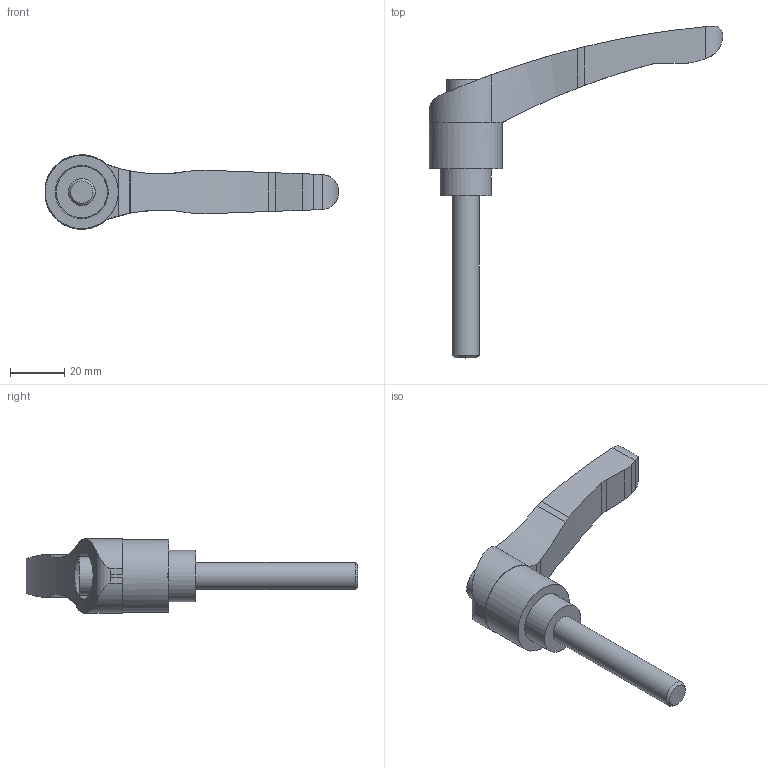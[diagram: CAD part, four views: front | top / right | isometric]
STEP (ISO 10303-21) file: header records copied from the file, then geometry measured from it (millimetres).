
FILE_DESCRIPTION( ( 'STEP AP214' ), '1' );
FILE_NAME( 'K0122.4102X60.stp', '2020-11-25T11:02:24', ( '' ), ( '' ), ' ', 'PARTsolutions', ' ' );
FILE_SCHEMA( ( 'AUTOMOTIVE_DESIGN { 1 0 10303 214 1 1 1 1 }' ) );
Length unit declared in the file: millimetre
Products named in the file (1): _K0122.4102X60
Bounding box: 108.49 x 122.67 x 27.46 mm (x, y, z)
Volume: 41115.1 mm3; surface area: 12181.3 mm2
Topology: 1 solids, 1 shells, 59 faces, 151 edges, 100 vertices
Faces by surface type: cylinder 39, plane 17, cone 3
Full cylindrical faces by diameter (mm): 7.5 x1, 10 x1, 14.2 x2, 19 x1, 19.6 x1, 27 x1
Entity records: 2513 total; most frequent: CARTESIAN_POINT 646, DIRECTION 289, ORIENTED_EDGE 276, EDGE_CURVE 138, AXIS2_PLACEMENT_3D 120, VERTEX_POINT 97, EDGE_LOOP 75, FACE_OUTER_BOUND 66
